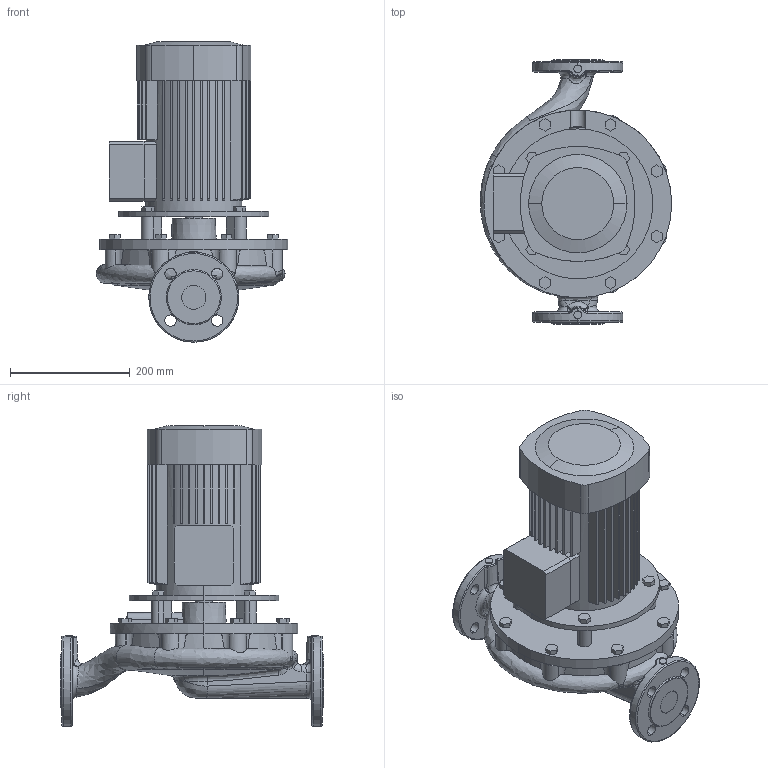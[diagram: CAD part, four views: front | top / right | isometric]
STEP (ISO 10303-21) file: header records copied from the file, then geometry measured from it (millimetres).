
FILE_DESCRIPTION (( 'STEP AP203' ), '1' );
FILE_NAME ('VariA 40-20.STEP', '2014-07-08T08:28:15', ( '' ), ( '' ), 'SwSTEP 2.0', 'SolidWorks 2011', '' );
FILE_SCHEMA (( 'CONFIG_CONTROL_DESIGN' ));
Length unit declared in the file: millimetre
Products named in the file (1): VariA 40-20
Bounding box: 319.05 x 440 x 501 mm (x, y, z)
Volume: 15398008.1 mm3; surface area: 1057437.7 mm2
Topology: 4 solids, 4 shells, 583 faces, 1562 edges, 994 vertices
Faces by surface type: plane 236, cylinder 174, bspline 82, cone 71, torus 18, sphere 2
Entity records: 28375 total; most frequent: CARTESIAN_POINT 14408, ORIENTED_EDGE 3064, DIRECTION 2701, EDGE_CURVE 1532, AXIS2_PLACEMENT_3D 998, VERTEX_POINT 994, LINE 705, VECTOR 705
